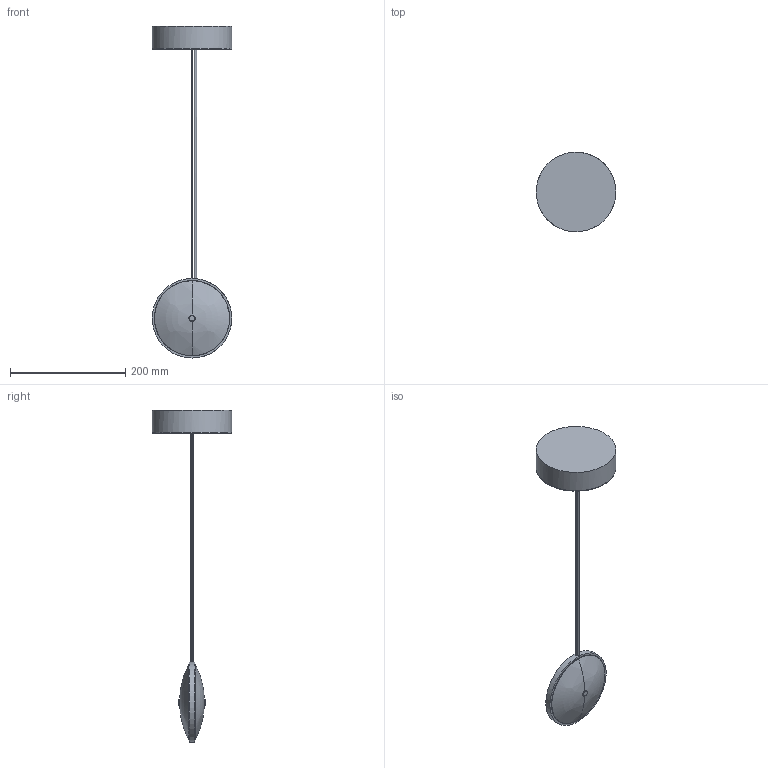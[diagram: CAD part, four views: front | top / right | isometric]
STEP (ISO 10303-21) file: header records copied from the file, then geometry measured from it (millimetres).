
FILE_DESCRIPTION(/* description */ (''),/* implementation_level */ '2;1');
FILE_NAME(/* name */ 'Dish6v_3D_mm',/* time_stamp */ '2025-06-23T16:46:12-07:00',/* author */ (''),/* organization */ (''),/* preprocessor_version */ 'ST-DEVELOPER v16.5',/* originating_system */ '',/* authorisation */ '');
FILE_SCHEMA (('AUTOMOTIVE_DESIGN'));
Length unit declared in the file: millimetre
Products named in the file (1): Document
Bounding box: 138.06 x 138.11 x 575.72 mm (x, y, z)
Volume: 606682.7 mm3; surface area: 91077.9 mm2
Topology: 1 solids, 6 shells, 42 faces, 89 edges, 58 vertices
Faces by surface type: bspline 30, plane 12
Entity records: 2364 total; most frequent: CARTESIAN_POINT 1758, ORIENTED_EDGE 164, EDGE_CURVE 89, VERTEX_POINT 58, EDGE_LOOP 49, ADVANCED_FACE 42, FACE_OUTER_BOUND 42, B_SPLINE_CURVE_WITH_KNOTS 25
